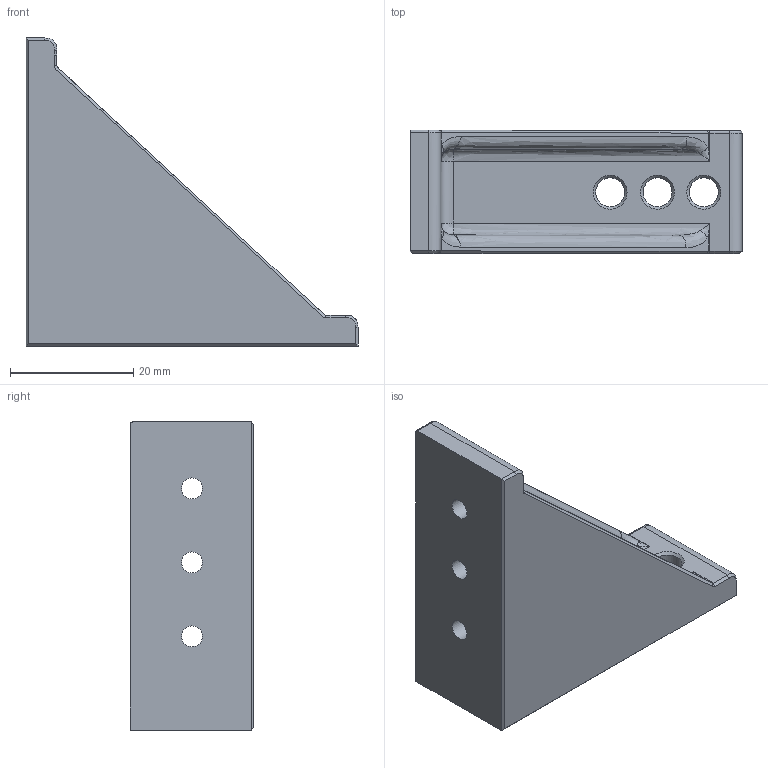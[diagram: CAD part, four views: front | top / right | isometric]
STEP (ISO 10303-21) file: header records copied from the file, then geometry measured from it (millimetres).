
FILE_DESCRIPTION(/* description */ ('STEP AP242 Edition 2','CAx-IF Rec.Pracs.---Representation and Presentation of Product Manufacturing Information (PMI)---4.0---2014-10-13','CAx-IF Rec.Pracs.---3D Tessellated Geometry---0.4---2014-09-14','2;1','CAx-IF Rec.Pracs.---User Defined Attributes---1.5---2016-08-15'),/* implementation_level */ '2;1');
FILE_NAME(/* name */ '69577a8cdfdf26c4a7183674',/* time_stamp */ '2026-01-02T07:58:06Z',/* author */ (''),/* organization */ (''),/* preprocessor_version */ 'ST-DEVELOPER v20',/* originating_system */ 'ONSHAPE BY PTC INC, 1.208',/* authorisation */ ' ');
FILE_SCHEMA (('AP242_MANAGED_MODEL_BASED_3D_ENGINEERING_MIM_LF { 1 0 10303 442 3 1 4 }'));
Length unit declared in the file: metre
Products named in the file (1): Dockmount_Left
Bounding box: 53.88 x 20 x 50 mm (x, y, z)
Volume: 14753.6 mm3; surface area: 8416.5 mm2
Topology: 1 solids, 1 shells, 66 faces, 160 edges, 92 vertices
Faces by surface type: bspline 33, plane 20, cylinder 10, cone 3
Full cylindrical faces by diameter (mm): 3.4 x3, 4.7 x3
Entity records: 8731 total; most frequent: CARTESIAN_POINT 7510, ORIENTED_EDGE 294, EDGE_CURVE 147, DIRECTION 129, B_SPLINE_CURVE_WITH_KNOTS 101, VERTEX_POINT 92, EDGE_LOOP 87, FACE_BOUND 87
